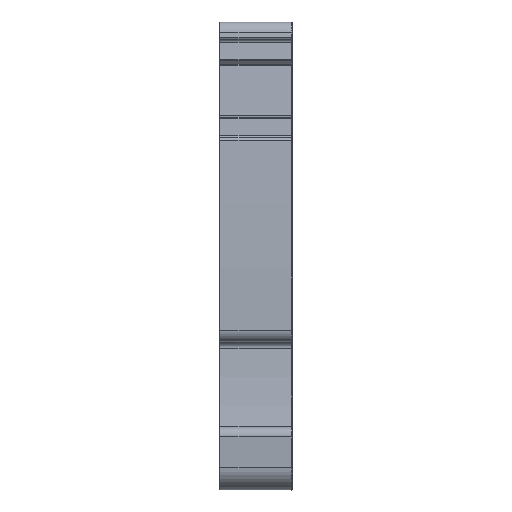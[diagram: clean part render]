
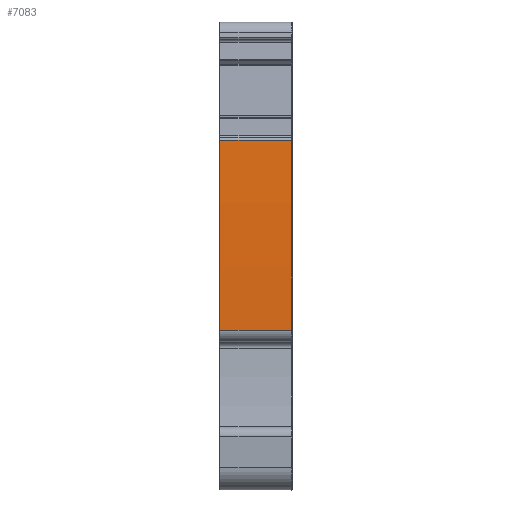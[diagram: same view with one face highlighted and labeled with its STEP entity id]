
A CAD part, front view. The second image highlights one B-rep face of the part: STEP entity #7083.
In plain terms, the highlighted cylindrical face has radius 198.503 mm (diameter 397.006 mm), a partial arc.
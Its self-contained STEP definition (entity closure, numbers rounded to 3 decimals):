
#2091=AXIS2_PLACEMENT_3D('Circle Axis2P3D',#2089,#2090,$) ;
#2098=AXIS2_PLACEMENT_3D('Circle Axis2P3D',#2096,#2097,$) ;
#6212=AXIS2_PLACEMENT_3D('Cylinder Axis2P3D',#6209,#6210,#6211) ;
#7073=AXIS2_PLACEMENT_3D('Circle Axis2P3D',#7071,#7072,$) ;
#2086=CARTESIAN_POINT('Vertex',(0.,1.529,13.435)) ;
#2089=CARTESIAN_POINT('Axis2P3D Location',(0.,199.229,16.489)) ;
#2093=CARTESIAN_POINT('Vertex',(0.,1.528,13.45)) ;
#2096=CARTESIAN_POINT('Axis2P3D Location',(0.,200.008,16.501)) ;
#2100=CARTESIAN_POINT('Vertex',(0.,1.929,29.464)) ;
#6209=CARTESIAN_POINT('Axis2P3D Location',(3.05,200.008,16.501)) ;
#7044=CARTESIAN_POINT('Line Origine',(3.05,1.929,29.464)) ;
#7048=CARTESIAN_POINT('Vertex',(6.05,1.929,29.464)) ;
#7064=CARTESIAN_POINT('Line Origine',(3.05,1.529,13.435)) ;
#7068=CARTESIAN_POINT('Vertex',(6.05,1.529,13.435)) ;
#7071=CARTESIAN_POINT('Axis2P3D Location',(6.05,200.008,16.501)) ;
#2090=DIRECTION('Axis2P3D Direction',(1.,0.,0.)) ;
#2097=DIRECTION('Axis2P3D Direction',(1.,0.,0.)) ;
#6210=DIRECTION('Axis2P3D Direction',(1.,0.,0.)) ;
#6211=DIRECTION('Axis2P3D XDirection',(0.,-0.994,0.111)) ;
#7045=DIRECTION('Vector Direction',(1.,0.,0.)) ;
#7065=DIRECTION('Vector Direction',(1.,0.,0.)) ;
#7072=DIRECTION('Axis2P3D Direction',(1.,0.,0.)) ;
#7046=VECTOR('Line Direction',#7045,1.) ;
#7066=VECTOR('Line Direction',#7065,1.) ;
#7077=ORIENTED_EDGE('',*,*,#7050,.F.) ;
#7078=ORIENTED_EDGE('',*,*,#2102,.T.) ;
#7079=ORIENTED_EDGE('',*,*,#2095,.T.) ;
#7080=ORIENTED_EDGE('',*,*,#7070,.T.) ;
#7081=ORIENTED_EDGE('',*,*,#7075,.F.) ;
#7083=ADVANCED_FACE('MLD_1',(#7082),#6213,.T.) ;
#2092=CIRCLE('generated circle',#2091,197.724) ;
#2099=CIRCLE('generated circle',#2098,198.503) ;
#7074=CIRCLE('generated circle',#7073,198.503) ;
#6213=CYLINDRICAL_SURFACE('generated cylinder',#6212,198.503) ;
#2095=EDGE_CURVE('',#2094,#2087,#2092,.T.) ;
#2102=EDGE_CURVE('',#2101,#2094,#2099,.T.) ;
#7050=EDGE_CURVE('',#2101,#7049,#7047,.T.) ;
#7070=EDGE_CURVE('',#2087,#7069,#7067,.T.) ;
#7075=EDGE_CURVE('',#7049,#7069,#7074,.T.) ;
#7076=EDGE_LOOP('',(#7077,#7078,#7079,#7080,#7081)) ;
#7082=FACE_OUTER_BOUND('',#7076,.T.) ;
#7047=LINE('Line',#7044,#7046) ;
#7067=LINE('Line',#7064,#7066) ;
#2087=VERTEX_POINT('',#2086) ;
#2094=VERTEX_POINT('',#2093) ;
#2101=VERTEX_POINT('',#2100) ;
#7049=VERTEX_POINT('',#7048) ;
#7069=VERTEX_POINT('',#7068) ;
